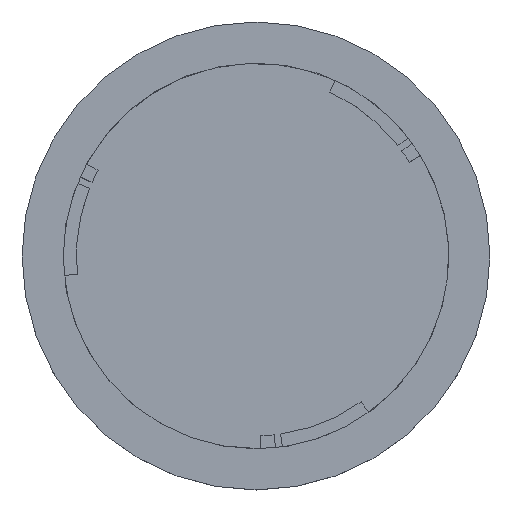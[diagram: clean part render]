
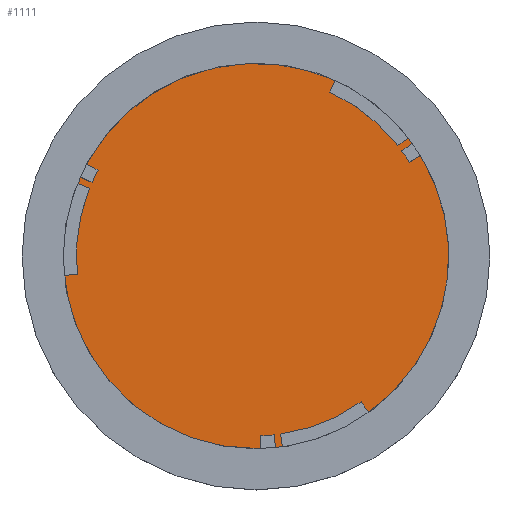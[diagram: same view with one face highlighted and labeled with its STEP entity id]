
A CAD part, top view. The second image highlights one B-rep face of the part: STEP entity #1111.
In plain terms, the highlighted face is planar.
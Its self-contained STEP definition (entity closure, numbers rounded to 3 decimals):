
#53=PLANE('',#1207);
#108=LINE('',#1767,#223);
#116=LINE('',#2231,#231);
#117=LINE('',#2233,#232);
#121=LINE('',#2243,#236);
#123=LINE('',#2247,#238);
#127=LINE('',#2257,#242);
#129=LINE('',#2263,#244);
#223=VECTOR('',#1341,1000.);
#231=VECTOR('',#1363,1000.);
#232=VECTOR('',#1366,1000.);
#236=VECTOR('',#1376,1000.);
#238=VECTOR('',#1380,1000.);
#242=VECTOR('',#1390,1000.);
#244=VECTOR('',#1396,1000.);
#436=ORIENTED_EDGE('',*,*,#698,.T.);
#437=ORIENTED_EDGE('',*,*,#648,.T.);
#438=ORIENTED_EDGE('',*,*,#703,.T.);
#439=ORIENTED_EDGE('',*,*,#705,.T.);
#440=ORIENTED_EDGE('',*,*,#706,.T.);
#441=ORIENTED_EDGE('',*,*,#653,.F.);
#442=ORIENTED_EDGE('',*,*,#675,.T.);
#443=ORIENTED_EDGE('',*,*,#707,.T.);
#444=ORIENTED_EDGE('',*,*,#679,.T.);
#445=ORIENTED_EDGE('',*,*,#690,.T.);
#446=ORIENTED_EDGE('',*,*,#708,.T.);
#447=ORIENTED_EDGE('',*,*,#691,.T.);
#448=ORIENTED_EDGE('',*,*,#644,.T.);
#449=ORIENTED_EDGE('',*,*,#696,.T.);
#450=ORIENTED_EDGE('',*,*,#709,.T.);
#644=EDGE_CURVE('',#798,#799,#894,.F.);
#648=EDGE_CURVE('',#802,#803,#896,.F.);
#653=EDGE_CURVE('',#806,#808,#898,.T.);
#675=EDGE_CURVE('',#806,#820,#108,.T.);
#679=EDGE_CURVE('',#824,#823,#903,.F.);
#690=EDGE_CURVE('',#823,#828,#116,.T.);
#691=EDGE_CURVE('',#829,#798,#117,.T.);
#696=EDGE_CURVE('',#799,#832,#121,.T.);
#698=EDGE_CURVE('',#833,#802,#123,.T.);
#703=EDGE_CURVE('',#803,#836,#127,.T.);
#705=EDGE_CURVE('',#836,#837,#907,.F.);
#706=EDGE_CURVE('',#837,#808,#129,.T.);
#707=EDGE_CURVE('',#820,#824,#908,.F.);
#708=EDGE_CURVE('',#828,#829,#909,.F.);
#709=EDGE_CURVE('',#832,#833,#910,.F.);
#798=VERTEX_POINT('',#1600);
#799=VERTEX_POINT('',#1601);
#802=VERTEX_POINT('',#1609);
#803=VERTEX_POINT('',#1610);
#806=VERTEX_POINT('',#1618);
#808=VERTEX_POINT('',#1621);
#820=VERTEX_POINT('',#1768);
#823=VERTEX_POINT('',#1781);
#824=VERTEX_POINT('',#1783);
#828=VERTEX_POINT('',#2230);
#829=VERTEX_POINT('',#2234);
#832=VERTEX_POINT('',#2244);
#833=VERTEX_POINT('',#2248);
#836=VERTEX_POINT('',#2258);
#837=VERTEX_POINT('',#2262);
#894=CIRCLE('',#1173,25.349);
#896=CIRCLE('',#1176,25.349);
#898=CIRCLE('',#1179,25.349);
#903=CIRCLE('',#1193,27.2);
#907=CIRCLE('',#1208,27.2);
#908=CIRCLE('',#1209,27.2);
#909=CIRCLE('',#1210,27.2);
#910=CIRCLE('',#1211,27.2);
#948=EDGE_LOOP('',(#436,#437,#438,#439,#440,#441,#442,#443,#444,#445,#446,
#447,#448,#449,#450));
#1025=FACE_BOUND('',#948,.T.);
#1111=ADVANCED_FACE('',(#1025),#53,.F.);
#1173=AXIS2_PLACEMENT_3D('',#1599,#1283,#1284);
#1176=AXIS2_PLACEMENT_3D('',#1608,#1291,#1292);
#1179=AXIS2_PLACEMENT_3D('',#1620,#1300,#1301);
#1193=AXIS2_PLACEMENT_3D('',#1782,#1346,#1347);
#1207=AXIS2_PLACEMENT_3D('',#2260,#1392,#1393);
#1208=AXIS2_PLACEMENT_3D('',#2261,#1394,#1395);
#1209=AXIS2_PLACEMENT_3D('',#2264,#1397,#1398);
#1210=AXIS2_PLACEMENT_3D('',#2265,#1399,#1400);
#1211=AXIS2_PLACEMENT_3D('',#2266,#1401,#1402);
#1283=DIRECTION('',(0.,0.,1.));
#1284=DIRECTION('',(0.,1.,0.));
#1291=DIRECTION('',(0.,0.,1.));
#1292=DIRECTION('',(0.,1.,0.));
#1300=DIRECTION('',(0.,0.,1.));
#1301=DIRECTION('',(0.,1.,0.));
#1341=DIRECTION('',(0.811,-0.585,0.));
#1346=DIRECTION('',(0.,0.,1.));
#1347=DIRECTION('',(0.,1.,0.));
#1363=DIRECTION('',(0.41,-0.912,0.));
#1366=DIRECTION('',(0.879,0.478,0.));
#1376=DIRECTION('',(-0.912,-0.41,0.));
#1380=DIRECTION('',(-0.026,-1.,0.));
#1390=DIRECTION('',(0.101,0.995,0.));
#1392=DIRECTION('',(0.,0.,1.));
#1393=DIRECTION('',(0.5,0.866,0.));
#1394=DIRECTION('',(0.,0.,1.));
#1395=DIRECTION('',(0.,1.,0.));
#1396=DIRECTION('',(-0.853,0.522,0.));
#1397=DIRECTION('',(0.,0.,1.));
#1398=DIRECTION('',(0.,1.,0.));
#1399=DIRECTION('',(0.,0.,1.));
#1400=DIRECTION('',(0.,1.,0.));
#1401=DIRECTION('',(0.,0.,1.));
#1402=DIRECTION('',(0.,1.,0.));
#1599=CARTESIAN_POINT('',(0.001,-0.003,16.));
#1600=CARTESIAN_POINT('',(-22.271,-12.108,16.));
#1601=CARTESIAN_POINT('',(-23.118,-10.4,16.));
#1608=CARTESIAN_POINT('',(0.002,-0.001,16.));
#1609=CARTESIAN_POINT('',(0.654,25.339,16.));
#1610=CARTESIAN_POINT('',(2.557,25.219,16.));
#1618=CARTESIAN_POINT('',(20.566,-14.826,16.));
#1620=CARTESIAN_POINT('',(0.002,-0.003,16.));
#1621=CARTESIAN_POINT('',(21.622,-13.238,16.));
#1767=CARTESIAN_POINT('',(25.63,-18.477,16.));
#1768=CARTESIAN_POINT('',(22.066,-15.908,16.));
#1781=CARTESIAN_POINT('',(11.157,-24.808,16.));
#1782=CARTESIAN_POINT('',(0.002,-0.001,16.));
#1783=CARTESIAN_POINT('',(19.496,-18.969,16.));
#2230=CARTESIAN_POINT('',(11.157,-24.809,16.));
#2231=CARTESIAN_POINT('',(10.655,-23.692,16.));
#2233=CARTESIAN_POINT('',(129.214,70.231,16.));
#2234=CARTESIAN_POINT('',(-23.896,-12.992,16.));
#2243=CARTESIAN_POINT('',(-28.812,-12.96,16.));
#2244=CARTESIAN_POINT('',(-24.805,-11.158,16.));
#2247=CARTESIAN_POINT('',(-1.325,-51.567,16.));
#2248=CARTESIAN_POINT('',(0.701,27.189,16.));
#2257=CARTESIAN_POINT('',(3.187,31.43,16.));
#2258=CARTESIAN_POINT('',(2.744,27.06,16.));
#2260=CARTESIAN_POINT('',(198.208,-56.7,16.));
#2261=CARTESIAN_POINT('',(0.002,-0.002,16.));
#2262=CARTESIAN_POINT('',(23.2,-14.204,16.));
#2263=CARTESIAN_POINT('',(169.425,-103.718,16.));
#2264=CARTESIAN_POINT('',(0.002,-0.002,16.));
#2265=CARTESIAN_POINT('',(0.002,-0.002,16.));
#2266=CARTESIAN_POINT('',(0.002,-0.002,16.));
